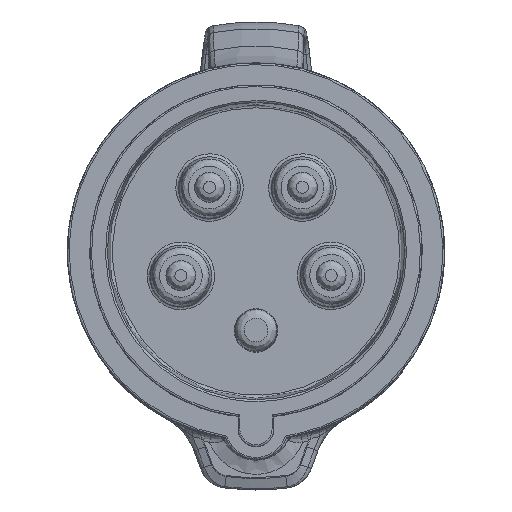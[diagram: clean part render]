
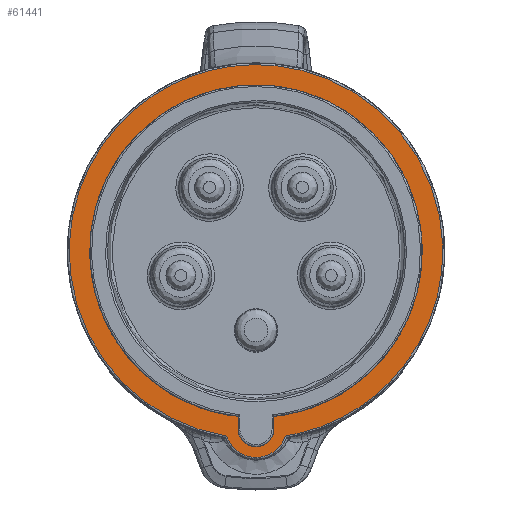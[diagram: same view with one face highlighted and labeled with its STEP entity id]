
A CAD part, top view. The second image highlights one B-rep face of the part: STEP entity #61441.
In plain terms, the highlighted planar face has unit normal (0, 0, 1).
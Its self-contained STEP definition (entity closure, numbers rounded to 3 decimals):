
#2171 = AXIS2_PLACEMENT_3D ( 'NONE', #89936, #41395, #98049 ) ;
#2217 =( BOUNDED_CURVE ( )  B_SPLINE_CURVE ( 3, ( #48633, #9249, #65963, #17408 ),
 .UNSPECIFIED., .F., .F. ) 
 B_SPLINE_CURVE_WITH_KNOTS ( ( 4, 4 ),
 ( 0., 1. ),
 .UNSPECIFIED. ) 
 CURVE ( )  GEOMETRIC_REPRESENTATION_ITEM ( )  RATIONAL_B_SPLINE_CURVE ( ( 1., 0.539, 0.539, 1. ) ) 
 REPRESENTATION_ITEM ( '' )  );
#2741 = CARTESIAN_POINT ( 'NONE',  ( 4.945, -30.957, 3. ) ) ;
#3161 = ORIENTED_EDGE ( 'NONE', *, *, #81979, .F. ) ;
#9249 = CARTESIAN_POINT ( 'NONE',  ( 3.056, -36.77, 3. ) ) ;
#9660 = CARTESIAN_POINT ( 'NONE',  ( -4.945, -30.957, 3. ) ) ;
#10554 = CARTESIAN_POINT ( 'NONE',  ( -4.945, -30.957, 3. ) ) ;
#11464 = AXIS2_PLACEMENT_3D ( 'NONE', #97970, #83112, #34604 ) ;
#17408 = CARTESIAN_POINT ( 'NONE',  ( -4.945, -30.957, 3. ) ) ;
#23025 = EDGE_CURVE ( 'NONE', #78832, #40649, #2217, .T. ) ;
#25497 = EDGE_CURVE ( 'NONE', #40649, #78832, #41842, .T. ) ;
#26462 = CARTESIAN_POINT ( 'NONE',  ( 4.945, -30.957, 3. ) ) ;
#32112 = CIRCLE ( 'NONE', #2171, 27.9 ) ;
#34604 = DIRECTION ( 'NONE',  ( 0., 1., 0. ) ) ;
#38904 = EDGE_LOOP ( 'NONE', ( #3161 ) ) ;
#40649 = VERTEX_POINT ( 'NONE', #9660 ) ;
#41395 = DIRECTION ( 'NONE',  ( 0., 0., 1. ) ) ;
#41842 =( BOUNDED_CURVE ( )  B_SPLINE_CURVE ( 3, ( #10554, #67292, #91699, #43172, #99820, #51338, #2741 ),
 .UNSPECIFIED., .F., .F. ) 
 B_SPLINE_CURVE_WITH_KNOTS ( ( 4, 3, 4 ),
 ( 0., 0.5, 1. ),
 .UNSPECIFIED. ) 
 CURVE ( )  GEOMETRIC_REPRESENTATION_ITEM ( )  RATIONAL_B_SPLINE_CURVE ( ( 1., 0.386, 0.386, 1., 0.386, 0.386, 1. ) ) 
 REPRESENTATION_ITEM ( '' )  );
#43172 = CARTESIAN_POINT ( 'NONE',  ( 0., 31.35, 3. ) ) ;
#48633 = CARTESIAN_POINT ( 'NONE',  ( 4.945, -30.957, 3. ) ) ;
#51338 = CARTESIAN_POINT ( 'NONE',  ( 58.234, -22.445, 3. ) ) ;
#51879 = FACE_OUTER_BOUND ( 'NONE', #103958, .T. ) ;
#59509 = ORIENTED_EDGE ( 'NONE', *, *, #23025, .F. ) ;
#61441 = ADVANCED_FACE ( 'NONE', ( #70882, #51879 ), #74945, .F. ) ;
#65963 = CARTESIAN_POINT ( 'NONE',  ( -3.056, -36.77, 3. ) ) ;
#67292 = CARTESIAN_POINT ( 'NONE',  ( -58.234, -22.445, 3. ) ) ;
#70882 = FACE_BOUND ( 'NONE', #38904, .T. ) ;
#73769 = CARTESIAN_POINT ( 'NONE',  ( 0., 27.9, 3. ) ) ;
#74945 = PLANE ( 'NONE',  #11464 ) ;
#78832 = VERTEX_POINT ( 'NONE', #26462 ) ;
#81979 = EDGE_CURVE ( 'NONE', #103374, #103374, #32112, .T. ) ;
#83112 = DIRECTION ( 'NONE',  ( 0., 0., -1. ) ) ;
#89936 = CARTESIAN_POINT ( 'NONE',  ( 0., 0., 3. ) ) ;
#91699 = CARTESIAN_POINT ( 'NONE',  ( -53.964, 31.35, 3. ) ) ;
#93734 = ORIENTED_EDGE ( 'NONE', *, *, #25497, .F. ) ;
#97970 = CARTESIAN_POINT ( 'NONE',  ( 0., 26.864, 3. ) ) ;
#98049 = DIRECTION ( 'NONE',  ( 0., 1., 0. ) ) ;
#99820 = CARTESIAN_POINT ( 'NONE',  ( 53.964, 31.35, 3. ) ) ;
#103374 = VERTEX_POINT ( 'NONE', #73769 ) ;
#103958 = EDGE_LOOP ( 'NONE', ( #93734, #59509 ) ) ;
